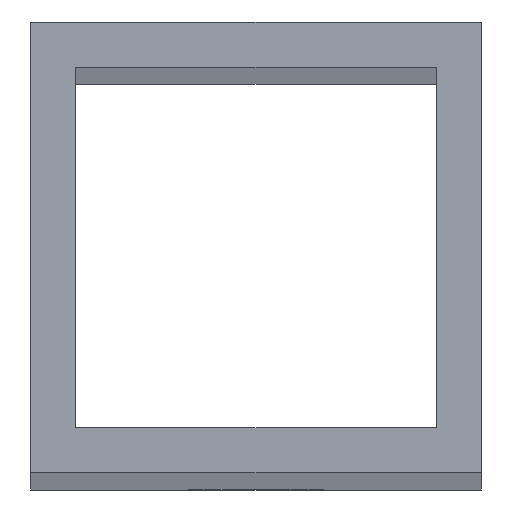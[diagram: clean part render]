
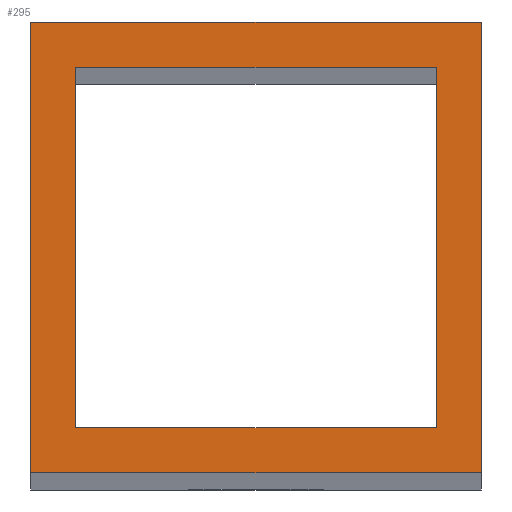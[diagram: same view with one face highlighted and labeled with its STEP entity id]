
A CAD part, top view. The second image highlights one B-rep face of the part: STEP entity #295.
In plain terms, the highlighted planar face has unit normal (0, 0, 1).
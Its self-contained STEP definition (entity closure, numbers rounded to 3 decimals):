
#23=FACE_BOUND('',#70,.T.);
#33=PLANE('',#339);
#47=FACE_OUTER_BOUND('',#69,.T.);
#69=EDGE_LOOP('',(#263,#264,#265,#266));
#70=EDGE_LOOP('',(#267,#268,#269,#270));
#79=LINE('',#455,#107);
#83=LINE('',#462,#111);
#86=LINE('',#468,#114);
#88=LINE('',#471,#116);
#91=LINE('',#479,#119);
#94=LINE('',#485,#122);
#97=LINE('',#491,#125);
#100=LINE('',#495,#128);
#107=VECTOR('',#379,10.);
#111=VECTOR('',#385,10.);
#114=VECTOR('',#390,10.);
#116=VECTOR('',#394,10.);
#119=VECTOR('',#399,10.);
#122=VECTOR('',#404,10.);
#125=VECTOR('',#409,10.);
#128=VECTOR('',#414,10.);
#151=VERTEX_POINT('',#452);
#152=VERTEX_POINT('',#454);
#154=VERTEX_POINT('',#460);
#156=VERTEX_POINT('',#466);
#159=VERTEX_POINT('',#476);
#160=VERTEX_POINT('',#478);
#162=VERTEX_POINT('',#484);
#164=VERTEX_POINT('',#490);
#181=EDGE_CURVE('',#152,#151,#79,.T.);
#185=EDGE_CURVE('',#151,#154,#83,.T.);
#188=EDGE_CURVE('',#154,#156,#86,.T.);
#190=EDGE_CURVE('',#156,#152,#88,.T.);
#193=EDGE_CURVE('',#160,#159,#91,.T.);
#196=EDGE_CURVE('',#162,#160,#94,.T.);
#199=EDGE_CURVE('',#164,#162,#97,.T.);
#202=EDGE_CURVE('',#159,#164,#100,.T.);
#263=ORIENTED_EDGE('',*,*,#202,.T.);
#264=ORIENTED_EDGE('',*,*,#199,.T.);
#265=ORIENTED_EDGE('',*,*,#196,.T.);
#266=ORIENTED_EDGE('',*,*,#193,.T.);
#267=ORIENTED_EDGE('',*,*,#181,.T.);
#268=ORIENTED_EDGE('',*,*,#185,.T.);
#269=ORIENTED_EDGE('',*,*,#188,.T.);
#270=ORIENTED_EDGE('',*,*,#190,.T.);
#295=ADVANCED_FACE('',(#47,#23),#33,.T.);
#339=AXIS2_PLACEMENT_3D('',#496,#415,#416);
#379=DIRECTION('',(0.,-1.,0.));
#385=DIRECTION('',(-1.,0.,0.));
#390=DIRECTION('',(0.,1.,0.));
#394=DIRECTION('',(1.,0.,0.));
#399=DIRECTION('',(0.,1.,0.));
#404=DIRECTION('',(1.,0.,0.));
#409=DIRECTION('',(0.,-1.,0.));
#414=DIRECTION('',(-1.,0.,0.));
#415=DIRECTION('center_axis',(0.,0.,1.));
#416=DIRECTION('ref_axis',(1.,0.,0.));
#452=CARTESIAN_POINT('',(4.,-4.,220.));
#454=CARTESIAN_POINT('',(4.,4.,220.));
#455=CARTESIAN_POINT('',(4.,-2.5,220.));
#460=CARTESIAN_POINT('',(-4.,-4.,220.));
#462=CARTESIAN_POINT('',(-2.5,-4.,220.));
#466=CARTESIAN_POINT('',(-4.,4.,220.));
#468=CARTESIAN_POINT('',(-4.,2.5,220.));
#471=CARTESIAN_POINT('',(2.5,4.,220.));
#476=CARTESIAN_POINT('',(5.,5.,220.));
#478=CARTESIAN_POINT('',(5.,-5.,220.));
#479=CARTESIAN_POINT('',(5.,-5.,220.));
#484=CARTESIAN_POINT('',(-5.,-5.,220.));
#485=CARTESIAN_POINT('',(-5.,-5.,220.));
#490=CARTESIAN_POINT('',(-5.,5.,220.));
#491=CARTESIAN_POINT('',(-5.,5.,220.));
#495=CARTESIAN_POINT('',(5.,5.,220.));
#496=CARTESIAN_POINT('Origin',(0.,0.,220.));
